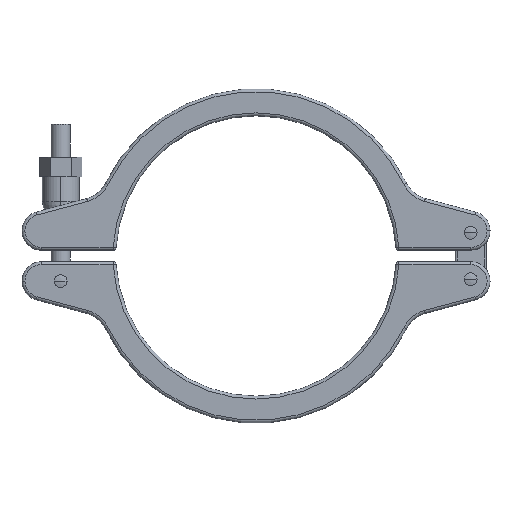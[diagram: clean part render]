
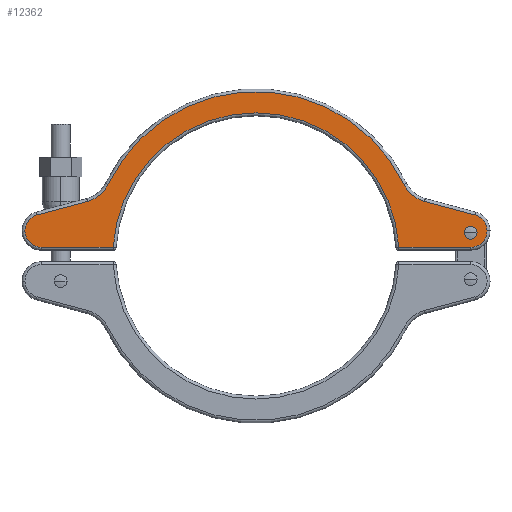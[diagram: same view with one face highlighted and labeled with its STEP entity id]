
A CAD part, top view. The second image highlights one B-rep face of the part: STEP entity #12362.
In plain terms, the highlighted planar face has unit normal (0, 0, 1).
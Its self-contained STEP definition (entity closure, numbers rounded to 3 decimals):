
#31 = AXIS2_PLACEMENT_3D ( 'NONE', #9246, #3015, #4820 ) ;
#83 = ORIENTED_EDGE ( 'NONE', *, *, #11275, .T. ) ;
#91 = DIRECTION ( 'NONE',  ( 1., 0., 0. ) ) ;
#104 = ORIENTED_EDGE ( 'NONE', *, *, #10172, .T. ) ;
#169 = CARTESIAN_POINT ( 'NONE',  ( -73.863, 4.5, 12. ) ) ;
#258 = CIRCLE ( 'NONE', #9076, 74. ) ;
#478 = ORIENTED_EDGE ( 'NONE', *, *, #13645, .T. ) ;
#489 = CARTESIAN_POINT ( 'NONE',  ( 87.133, 28.195, 12. ) ) ;
#707 = CIRCLE ( 'NONE', #8652, 8.5 ) ;
#845 = VERTEX_POINT ( 'NONE', #9930 ) ;
#909 = CARTESIAN_POINT ( 'NONE',  ( 114.3, 12., 12. ) ) ;
#1064 = EDGE_CURVE ( 'NONE', #9479, #8407, #258, .T. ) ;
#1173 = DIRECTION ( 'NONE',  ( 1., 0., 0. ) ) ;
#1231 = VERTEX_POINT ( 'NONE', #8872 ) ;
#1246 = CARTESIAN_POINT ( 'NONE',  ( 111., 12., 12. ) ) ;
#1440 = ORIENTED_EDGE ( 'NONE', *, *, #13464, .F. ) ;
#1562 = DIRECTION ( 'NONE',  ( 0., 0., 1. ) ) ;
#1724 = VERTEX_POINT ( 'NONE', #909 ) ;
#1730 = EDGE_CURVE ( 'NONE', #11094, #1231, #10406, .T. ) ;
#1821 = EDGE_CURVE ( 'NONE', #8407, #845, #4562, .T. ) ;
#1978 = DIRECTION ( 'NONE',  ( 0., 0., -1. ) ) ;
#2015 = VECTOR ( 'NONE', #6157, 1000. ) ;
#2245 = CIRCLE ( 'NONE', #31, 16.5 ) ;
#2485 = EDGE_CURVE ( 'NONE', #4290, #12344, #3581, .T. ) ;
#2743 = DIRECTION ( 'NONE',  ( 0., 0., 1. ) ) ;
#2973 = DIRECTION ( 'NONE',  ( 1., 0., 0. ) ) ;
#3015 = DIRECTION ( 'NONE',  ( 0., 0., -1. ) ) ;
#3127 = CARTESIAN_POINT ( 'NONE',  ( -111., 13., 12. ) ) ;
#3212 = CARTESIAN_POINT ( 'NONE',  ( -76.545, 36.959, 12. ) ) ;
#3265 = ORIENTED_EDGE ( 'NONE', *, *, #7163, .T. ) ;
#3302 = CIRCLE ( 'NONE', #8824, 8.5 ) ;
#3321 = EDGE_CURVE ( 'NONE', #845, #11094, #707, .T. ) ;
#3326 = CARTESIAN_POINT ( 'NONE',  ( -87.133, 28.195, 12. ) ) ;
#3581 = CIRCLE ( 'NONE', #11307, 16.5 ) ;
#3779 = PLANE ( 'NONE',  #6667 ) ;
#3859 = AXIS2_PLACEMENT_3D ( 'NONE', #13149, #4658, #7039 ) ;
#4016 = CARTESIAN_POINT ( 'NONE',  ( 111., 13., 12. ) ) ;
#4059 = FACE_BOUND ( 'NONE', #7062, .T. ) ;
#4061 = DIRECTION ( 'NONE',  ( -0.966, -0.259, 0. ) ) ;
#4076 = LINE ( 'NONE', #10629, #8819 ) ;
#4250 = DIRECTION ( 'NONE',  ( 0., 0., 1. ) ) ;
#4290 = VERTEX_POINT ( 'NONE', #489 ) ;
#4317 = ORIENTED_EDGE ( 'NONE', *, *, #1730, .T. ) ;
#4541 = CARTESIAN_POINT ( 'NONE',  ( 111., 13., 12. ) ) ;
#4555 = DIRECTION ( 'NONE',  ( 0., 0., 1. ) ) ;
#4562 = LINE ( 'NONE', #5530, #12163 ) ;
#4658 = DIRECTION ( 'NONE',  ( 0., 0., 1. ) ) ;
#4711 = ORIENTED_EDGE ( 'NONE', *, *, #12328, .T. ) ;
#4820 = DIRECTION ( 'NONE',  ( 1., 0., 0. ) ) ;
#5175 = EDGE_LOOP ( 'NONE', ( #104, #11524, #5826, #8619, #4317, #83, #12972, #3265, #4711, #478, #7953 ) ) ;
#5210 = CARTESIAN_POINT ( 'NONE',  ( 91.403, 44.133, 12. ) ) ;
#5530 = CARTESIAN_POINT ( 'NONE',  ( 111., 4.5, 12. ) ) ;
#5778 = AXIS2_PLACEMENT_3D ( 'NONE', #4016, #9472, #2973 ) ;
#5826 = ORIENTED_EDGE ( 'NONE', *, *, #1821, .T. ) ;
#5857 = DIRECTION ( 'NONE',  ( 1., 0., 0. ) ) ;
#5934 = DIRECTION ( 'NONE',  ( 1., 0., 0. ) ) ;
#6157 = DIRECTION ( 'NONE',  ( -0.966, 0.259, 0. ) ) ;
#6248 = VECTOR ( 'NONE', #4061, 1000. ) ;
#6340 = CARTESIAN_POINT ( 'NONE',  ( 0., 0., 12. ) ) ;
#6457 = DIRECTION ( 'NONE',  ( 0., 0., -1. ) ) ;
#6667 = AXIS2_PLACEMENT_3D ( 'NONE', #12207, #2743, #5934 ) ;
#6722 = DIRECTION ( 'NONE',  ( 1., 0., 0. ) ) ;
#7039 = DIRECTION ( 'NONE',  ( 1., 0., 0. ) ) ;
#7062 = EDGE_LOOP ( 'NONE', ( #10885, #1440 ) ) ;
#7120 = DIRECTION ( 'NONE',  ( 1., 0., 0. ) ) ;
#7163 = EDGE_CURVE ( 'NONE', #12344, #11613, #8718, .T. ) ;
#7424 = EDGE_CURVE ( 'NONE', #8789, #1724, #11135, .T. ) ;
#7459 = CARTESIAN_POINT ( 'NONE',  ( 0., 0., 12. ) ) ;
#7953 = ORIENTED_EDGE ( 'NONE', *, *, #10708, .T. ) ;
#8407 = VERTEX_POINT ( 'NONE', #10462 ) ;
#8619 = ORIENTED_EDGE ( 'NONE', *, *, #3321, .T. ) ;
#8652 = AXIS2_PLACEMENT_3D ( 'NONE', #4541, #1562, #5857 ) ;
#8718 = CIRCLE ( 'NONE', #10047, 85. ) ;
#8789 = VERTEX_POINT ( 'NONE', #11744 ) ;
#8819 = VECTOR ( 'NONE', #1173, 1000. ) ;
#8824 = AXIS2_PLACEMENT_3D ( 'NONE', #3127, #11027, #13305 ) ;
#8872 = CARTESIAN_POINT ( 'NONE',  ( 113.2, 21.21, 12. ) ) ;
#9076 = AXIS2_PLACEMENT_3D ( 'NONE', #7459, #1978, #11575 ) ;
#9246 = CARTESIAN_POINT ( 'NONE',  ( -91.403, 44.133, 12. ) ) ;
#9326 = CIRCLE ( 'NONE', #10642, 3.3 ) ;
#9472 = DIRECTION ( 'NONE',  ( 0., 0., 1. ) ) ;
#9479 = VERTEX_POINT ( 'NONE', #169 ) ;
#9682 = CARTESIAN_POINT ( 'NONE',  ( 119.5, 13., 12. ) ) ;
#9930 = CARTESIAN_POINT ( 'NONE',  ( 111., 4.5, 12. ) ) ;
#10047 = AXIS2_PLACEMENT_3D ( 'NONE', #6340, #4250, #7120 ) ;
#10143 = CARTESIAN_POINT ( 'NONE',  ( -111., 4.5, 12. ) ) ;
#10172 = EDGE_CURVE ( 'NONE', #10347, #9479, #4076, .T. ) ;
#10347 = VERTEX_POINT ( 'NONE', #10143 ) ;
#10406 = CIRCLE ( 'NONE', #5778, 8.5 ) ;
#10462 = CARTESIAN_POINT ( 'NONE',  ( 73.863, 4.5, 12. ) ) ;
#10629 = CARTESIAN_POINT ( 'NONE',  ( -72.438, 4.5, 12. ) ) ;
#10642 = AXIS2_PLACEMENT_3D ( 'NONE', #1246, #4555, #12964 ) ;
#10708 = EDGE_CURVE ( 'NONE', #11555, #10347, #3302, .T. ) ;
#10826 = VERTEX_POINT ( 'NONE', #3326 ) ;
#10885 = ORIENTED_EDGE ( 'NONE', *, *, #7424, .F. ) ;
#11027 = DIRECTION ( 'NONE',  ( 0., 0., 1. ) ) ;
#11094 = VERTEX_POINT ( 'NONE', #9682 ) ;
#11135 = CIRCLE ( 'NONE', #3859, 3.3 ) ;
#11237 = CARTESIAN_POINT ( 'NONE',  ( 76.545, 36.959, 12. ) ) ;
#11275 = EDGE_CURVE ( 'NONE', #1231, #4290, #12495, .T. ) ;
#11307 = AXIS2_PLACEMENT_3D ( 'NONE', #5210, #6457, #91 ) ;
#11394 = CARTESIAN_POINT ( 'NONE',  ( 87.133, 28.195, 12. ) ) ;
#11524 = ORIENTED_EDGE ( 'NONE', *, *, #1064, .T. ) ;
#11555 = VERTEX_POINT ( 'NONE', #13441 ) ;
#11575 = DIRECTION ( 'NONE',  ( 1., 0., 0. ) ) ;
#11584 = LINE ( 'NONE', #13523, #6248 ) ;
#11613 = VERTEX_POINT ( 'NONE', #3212 ) ;
#11744 = CARTESIAN_POINT ( 'NONE',  ( 107.7, 12., 12. ) ) ;
#12163 = VECTOR ( 'NONE', #6722, 1000. ) ;
#12207 = CARTESIAN_POINT ( 'NONE',  ( 0., 0., 12. ) ) ;
#12328 = EDGE_CURVE ( 'NONE', #11613, #10826, #2245, .T. ) ;
#12344 = VERTEX_POINT ( 'NONE', #11237 ) ;
#12362 = ADVANCED_FACE ( 'NONE', ( #13521, #4059 ), #3779, .T. ) ;
#12495 = LINE ( 'NONE', #11394, #2015 ) ;
#12964 = DIRECTION ( 'NONE',  ( 1., 0., 0. ) ) ;
#12972 = ORIENTED_EDGE ( 'NONE', *, *, #2485, .T. ) ;
#13149 = CARTESIAN_POINT ( 'NONE',  ( 111., 12., 12. ) ) ;
#13305 = DIRECTION ( 'NONE',  ( 1., 0., 0. ) ) ;
#13441 = CARTESIAN_POINT ( 'NONE',  ( -113.2, 21.21, 12. ) ) ;
#13464 = EDGE_CURVE ( 'NONE', #1724, #8789, #9326, .T. ) ;
#13521 = FACE_OUTER_BOUND ( 'NONE', #5175, .T. ) ;
#13523 = CARTESIAN_POINT ( 'NONE',  ( -113.2, 21.21, 12. ) ) ;
#13645 = EDGE_CURVE ( 'NONE', #10826, #11555, #11584, .T. ) ;
